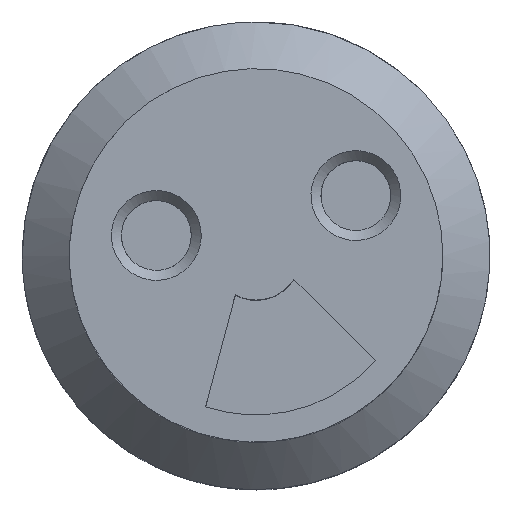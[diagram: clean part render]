
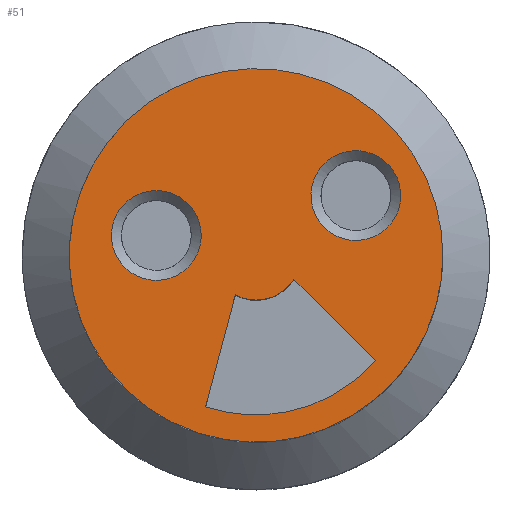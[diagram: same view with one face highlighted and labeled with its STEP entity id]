
A CAD part, top view. The second image highlights one B-rep face of the part: STEP entity #51.
In plain terms, the highlighted planar face has unit normal (0, 0, 1).
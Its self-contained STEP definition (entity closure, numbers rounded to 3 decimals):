
#14=FACE_BOUND('',#132,.T.);
#15=FACE_BOUND('',#133,.T.);
#16=FACE_BOUND('',#134,.T.);
#51=ADVANCED_FACE('',(#91,#14,#15,#16),#601,.T.);
#91=FACE_OUTER_BOUND('',#131,.T.);
#131=EDGE_LOOP('',(#297));
#132=EDGE_LOOP('',(#298,#299,#300,#301));
#133=EDGE_LOOP('',(#302));
#134=EDGE_LOOP('',(#303));
#297=ORIENTED_EDGE('',*,*,#339,.F.);
#298=ORIENTED_EDGE('',*,*,#417,.T.);
#299=ORIENTED_EDGE('',*,*,#418,.T.);
#300=ORIENTED_EDGE('',*,*,#409,.T.);
#301=ORIENTED_EDGE('',*,*,#408,.T.);
#302=ORIENTED_EDGE('',*,*,#330,.F.);
#303=ORIENTED_EDGE('',*,*,#325,.F.);
#325=EDGE_CURVE('',#517,#517,#474,.T.);
#330=EDGE_CURVE('',#520,#520,#478,.T.);
#339=EDGE_CURVE('',#522,#522,#485,.T.);
#408=EDGE_CURVE('',#567,#565,#461,.T.);
#409=EDGE_CURVE('',#568,#567,#462,.T.);
#417=EDGE_CURVE('',#565,#566,#470,.T.);
#418=EDGE_CURVE('',#566,#568,#471,.T.);
#461=B_SPLINE_CURVE_WITH_KNOTS('',3,(#1835,#1836,#1837,#1838,#1839,#1840,
#1841),.UNSPECIFIED.,.F.,.F.,(4,3,4),(0.,1.626,3.427),
 .UNSPECIFIED.);
#462=B_SPLINE_CURVE_WITH_KNOTS('',3,(#1842,#1843,#1844,#1845),
 .UNSPECIFIED.,.F.,.F.,(4,4),(0.,5.796),.UNSPECIFIED.);
#470=B_SPLINE_CURVE_WITH_KNOTS('',3,(#1872,#1873,#1874,#1875),
 .UNSPECIFIED.,.F.,.F.,(4,4),(0.,5.795),.UNSPECIFIED.);
#471=B_SPLINE_CURVE_WITH_KNOTS('',3,(#1876,#1877,#1878,#1879,#1880,#1881,
#1882),.UNSPECIFIED.,.F.,.F.,(4,3,4),(0.,5.061,9.503),
 .UNSPECIFIED.);
#474=(
BOUNDED_CURVE()
B_SPLINE_CURVE(2,(#1361,#1362,#1363,#1364,#1365,#1366,#1367,#1368,#1369),
 .UNSPECIFIED.,.T.,.F.)
B_SPLINE_CURVE_WITH_KNOTS((3,2,2,2,3),(0.,3.534,7.068,
10.603,14.137),.UNSPECIFIED.)
CURVE()
GEOMETRIC_REPRESENTATION_ITEM()
RATIONAL_B_SPLINE_CURVE((1.,0.707,1.,0.707,1.,0.707,
1.,0.707,1.))
REPRESENTATION_ITEM('')
);
#478=(
BOUNDED_CURVE()
B_SPLINE_CURVE(2,(#1392,#1393,#1394,#1395,#1396,#1397,#1398,#1399,#1400),
 .UNSPECIFIED.,.T.,.F.)
B_SPLINE_CURVE_WITH_KNOTS((3,2,2,2,3),(0.,3.534,7.068,
10.603,14.137),.UNSPECIFIED.)
CURVE()
GEOMETRIC_REPRESENTATION_ITEM()
RATIONAL_B_SPLINE_CURVE((1.,0.707,1.,0.707,1.,0.707,
1.,0.707,1.))
REPRESENTATION_ITEM('')
);
#485=(
BOUNDED_CURVE()
B_SPLINE_CURVE(2,(#1436,#1437,#1438,#1439,#1440,#1441,#1442,#1443,#1444),
 .UNSPECIFIED.,.T.,.F.)
B_SPLINE_CURVE_WITH_KNOTS((3,2,2,2,3),(-54.793,-41.095,
-27.397,-13.698,0.),.UNSPECIFIED.)
CURVE()
GEOMETRIC_REPRESENTATION_ITEM()
RATIONAL_B_SPLINE_CURVE((1.,0.707,1.,0.707,1.,0.707,
1.,0.707,1.))
REPRESENTATION_ITEM('')
);
#517=VERTEX_POINT('',#1296);
#520=VERTEX_POINT('',#1299);
#522=VERTEX_POINT('',#1301);
#565=VERTEX_POINT('',#1344);
#566=VERTEX_POINT('',#1345);
#567=VERTEX_POINT('',#1346);
#568=VERTEX_POINT('',#1347);
#601=PLANE('',#715);
#715=AXIS2_PLACEMENT_3D('',#1267,#736,$);
#736=DIRECTION('',(0.,0.,1.));
#1267=CARTESIAN_POINT('',(-34.268,88.348,-22.639));
#1296=CARTESIAN_POINT('',(-27.896,78.485,-22.639));
#1299=CARTESIAN_POINT('',(-17.896,80.485,-22.639));
#1301=CARTESIAN_POINT('',(-15.361,78.801,-22.639));
#1344=CARTESIAN_POINT('',(-22.823,77.613,-22.639));
#1345=CARTESIAN_POINT('',(-18.715,73.526,-22.639));
#1346=CARTESIAN_POINT('',(-25.763,76.82,-22.639));
#1347=CARTESIAN_POINT('',(-27.248,71.218,-22.639));
#1361=CARTESIAN_POINT('',(-27.896,78.485,-22.639));
#1362=CARTESIAN_POINT('',(-26.58,80.31,-22.639));
#1363=CARTESIAN_POINT('',(-28.404,81.626,-22.639));
#1364=CARTESIAN_POINT('',(-30.229,82.942,-22.639));
#1365=CARTESIAN_POINT('',(-31.545,81.118,-22.639));
#1366=CARTESIAN_POINT('',(-32.862,79.293,-22.639));
#1367=CARTESIAN_POINT('',(-31.037,77.977,-22.639));
#1368=CARTESIAN_POINT('',(-29.212,76.66,-22.639));
#1369=CARTESIAN_POINT('',(-27.896,78.485,-22.639));
#1392=CARTESIAN_POINT('',(-17.896,80.485,-22.639));
#1393=CARTESIAN_POINT('',(-16.58,82.31,-22.639));
#1394=CARTESIAN_POINT('',(-18.404,83.626,-22.639));
#1395=CARTESIAN_POINT('',(-20.229,84.942,-22.639));
#1396=CARTESIAN_POINT('',(-21.545,83.118,-22.639));
#1397=CARTESIAN_POINT('',(-22.862,81.293,-22.639));
#1398=CARTESIAN_POINT('',(-21.037,79.977,-22.639));
#1399=CARTESIAN_POINT('',(-19.212,78.66,-22.639));
#1400=CARTESIAN_POINT('',(-17.896,80.485,-22.639));
#1436=CARTESIAN_POINT('',(-15.361,78.801,-22.639));
#1437=CARTESIAN_POINT('',(-15.361,69.442,-22.639));
#1438=CARTESIAN_POINT('',(-24.721,69.442,-22.639));
#1439=CARTESIAN_POINT('',(-34.081,69.442,-22.639));
#1440=CARTESIAN_POINT('',(-34.081,78.801,-22.639));
#1441=CARTESIAN_POINT('',(-34.081,88.161,-22.639));
#1442=CARTESIAN_POINT('',(-24.721,88.161,-22.639));
#1443=CARTESIAN_POINT('',(-15.361,88.161,-22.639));
#1444=CARTESIAN_POINT('',(-15.361,78.801,-22.639));
#1835=CARTESIAN_POINT('',(-25.763,76.82,-22.639));
#1836=CARTESIAN_POINT('',(-25.288,76.57,-22.639));
#1837=CARTESIAN_POINT('',(-24.739,76.499,-22.639));
#1838=CARTESIAN_POINT('',(-24.217,76.62,-22.639));
#1839=CARTESIAN_POINT('',(-23.639,76.753,-22.639));
#1840=CARTESIAN_POINT('',(-23.138,77.11,-22.639));
#1841=CARTESIAN_POINT('',(-22.823,77.613,-22.639));
#1842=CARTESIAN_POINT('',(-27.248,71.218,-22.639));
#1843=CARTESIAN_POINT('',(-26.753,73.085,-22.639));
#1844=CARTESIAN_POINT('',(-26.258,74.952,-22.639));
#1845=CARTESIAN_POINT('',(-25.763,76.82,-22.639));
#1872=CARTESIAN_POINT('',(-22.823,77.613,-22.639));
#1873=CARTESIAN_POINT('',(-21.454,76.25,-22.639));
#1874=CARTESIAN_POINT('',(-20.085,74.888,-22.639));
#1875=CARTESIAN_POINT('',(-18.715,73.526,-22.639));
#1876=CARTESIAN_POINT('',(-18.715,73.526,-22.639));
#1877=CARTESIAN_POINT('',(-19.808,72.282,-22.639));
#1878=CARTESIAN_POINT('',(-21.273,71.394,-22.639));
#1879=CARTESIAN_POINT('',(-22.921,71.013,-22.639));
#1880=CARTESIAN_POINT('',(-24.373,70.677,-22.639));
#1881=CARTESIAN_POINT('',(-25.869,70.758,-22.639));
#1882=CARTESIAN_POINT('',(-27.248,71.218,-22.639));
